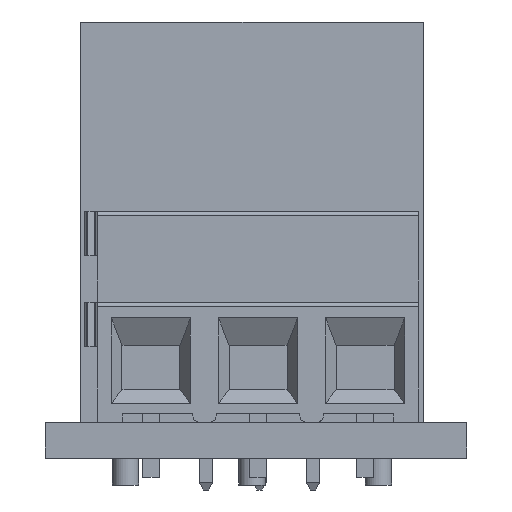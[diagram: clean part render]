
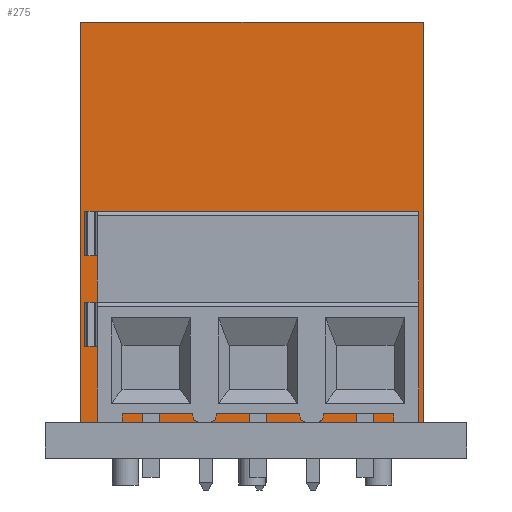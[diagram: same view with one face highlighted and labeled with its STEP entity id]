
A CAD part, left-side view. The second image highlights one B-rep face of the part: STEP entity #275.
In plain terms, the highlighted planar face has unit normal (-1, 0, 0).
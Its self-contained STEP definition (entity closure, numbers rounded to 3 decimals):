
#275 = ADVANCED_FACE('',(#276),#310,.F.);
#276 = FACE_BOUND('',#277,.F.);
#277 = EDGE_LOOP('',(#278,#288,#296,#304));
#278 = ORIENTED_EDGE('',*,*,#279,.T.);
#279 = EDGE_CURVE('',#280,#282,#284,.T.);
#280 = VERTEX_POINT('',#281);
#281 = CARTESIAN_POINT('',(-11.175,8.125,0.));
#282 = VERTEX_POINT('',#283);
#283 = CARTESIAN_POINT('',(-11.175,8.125,19.));
#284 = LINE('',#285,#286);
#285 = CARTESIAN_POINT('',(-11.175,8.125,0.));
#286 = VECTOR('',#287,1.);
#287 = DIRECTION('',(0.,0.,1.));
#288 = ORIENTED_EDGE('',*,*,#289,.T.);
#289 = EDGE_CURVE('',#282,#290,#292,.T.);
#290 = VERTEX_POINT('',#291);
#291 = CARTESIAN_POINT('',(-11.175,-8.125,19.));
#292 = LINE('',#293,#294);
#293 = CARTESIAN_POINT('',(-11.175,8.125,19.));
#294 = VECTOR('',#295,1.);
#295 = DIRECTION('',(0.,-1.,0.));
#296 = ORIENTED_EDGE('',*,*,#297,.F.);
#297 = EDGE_CURVE('',#298,#290,#300,.T.);
#298 = VERTEX_POINT('',#299);
#299 = CARTESIAN_POINT('',(-11.175,-8.125,0.));
#300 = LINE('',#301,#302);
#301 = CARTESIAN_POINT('',(-11.175,-8.125,0.));
#302 = VECTOR('',#303,1.);
#303 = DIRECTION('',(0.,0.,1.));
#304 = ORIENTED_EDGE('',*,*,#305,.F.);
#305 = EDGE_CURVE('',#280,#298,#306,.T.);
#306 = LINE('',#307,#308);
#307 = CARTESIAN_POINT('',(-11.175,8.125,0.));
#308 = VECTOR('',#309,1.);
#309 = DIRECTION('',(0.,-1.,0.));
#310 = PLANE('',#311);
#311 = AXIS2_PLACEMENT_3D('',#312,#313,#314);
#312 = CARTESIAN_POINT('',(-11.175,8.125,0.));
#313 = DIRECTION('',(1.,0.,0.));
#314 = DIRECTION('',(0.,-1.,0.));
